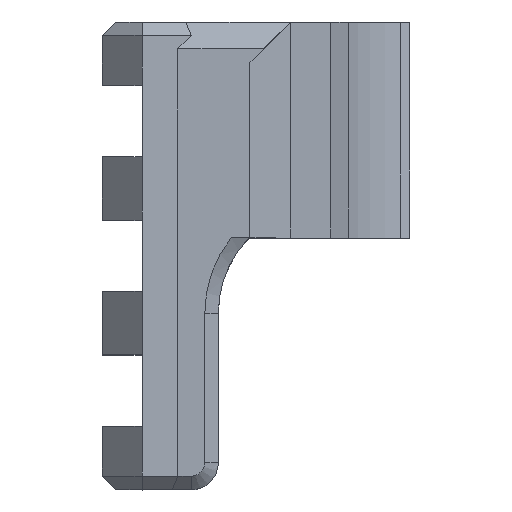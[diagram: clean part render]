
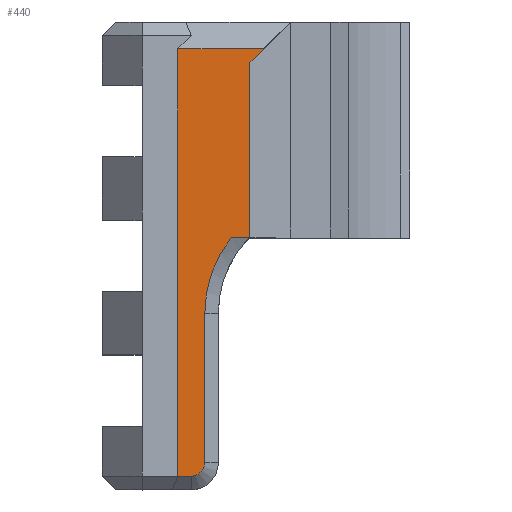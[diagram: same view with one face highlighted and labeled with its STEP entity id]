
A CAD part, top view. The second image highlights one B-rep face of the part: STEP entity #440.
In plain terms, the highlighted planar face has unit normal (0, 0, 1).
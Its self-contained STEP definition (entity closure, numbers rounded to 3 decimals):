
#265=CARTESIAN_POINT('',(-19.65,185.,72.));
#266=VERTEX_POINT('',#265);
#273=CARTESIAN_POINT('',(-21.035,185.,72.));
#274=VERTEX_POINT('',#273);
#275=CARTESIAN_POINT('',(-21.035,185.,72.));
#276=DIRECTION('',(1.,0.,-0.));
#277=VECTOR('',#276,1.385);
#278=LINE('',#275,#277);
#279=EDGE_CURVE('',#274,#266,#278,.T.);
#368=CARTESIAN_POINT('',(-21.825,201.,72.));
#369=DIRECTION('',(0.,0.,1.));
#370=DIRECTION('',(-1.,0.,0.));
#371=AXIS2_PLACEMENT_3D('',#368,#369,#370);
#372=PLANE('',#371);
#373=CARTESIAN_POINT('',(-23.,168.3,72.));
#374=VERTEX_POINT('',#373);
#375=CARTESIAN_POINT('',(-24.,167.3,72.));
#376=VERTEX_POINT('',#375);
#377=CARTESIAN_POINT('',(-24.,168.3,72.));
#378=DIRECTION('',(0.,0.,-1.));
#379=DIRECTION('',(-1.,0.,0.));
#380=AXIS2_PLACEMENT_3D('',#377,#378,#379);
#381=CIRCLE('',#380,1.);
#382=EDGE_CURVE('',#374,#376,#381,.T.);
#383=ORIENTED_EDGE('',*,*,#382,.F.);
#384=CARTESIAN_POINT('',(-23.,179.387,72.));
#385=VERTEX_POINT('',#384);
#386=CARTESIAN_POINT('',(-23.,179.387,72.));
#387=DIRECTION('',(0.,-1.,0.));
#388=VECTOR('',#387,11.087);
#389=LINE('',#386,#388);
#390=EDGE_CURVE('',#385,#374,#389,.T.);
#391=ORIENTED_EDGE('',*,*,#390,.F.);
#392=CARTESIAN_POINT('',(-14.,179.387,72.));
#393=DIRECTION('',(-0.,-0.,1.));
#394=DIRECTION('',(-1.,0.,0.));
#395=AXIS2_PLACEMENT_3D('',#392,#393,#394);
#396=CIRCLE('',#395,9.);
#397=EDGE_CURVE('',#274,#385,#396,.T.);
#398=ORIENTED_EDGE('',*,*,#397,.F.);
#399=ORIENTED_EDGE('',*,*,#279,.T.);
#400=CARTESIAN_POINT('',(-19.65,198.,72.));
#401=VERTEX_POINT('',#400);
#402=CARTESIAN_POINT('',(-19.65,198.,72.));
#403=DIRECTION('',(0.,-1.,0.));
#404=VECTOR('',#403,13.);
#405=LINE('',#402,#404);
#406=EDGE_CURVE('',#401,#266,#405,.T.);
#407=ORIENTED_EDGE('',*,*,#406,.F.);
#408=CARTESIAN_POINT('',(-18.65,199.,72.));
#409=VERTEX_POINT('',#408);
#410=CARTESIAN_POINT('',(-18.65,199.,72.));
#411=DIRECTION('',(-0.707,-0.707,0.));
#412=VECTOR('',#411,1.414);
#413=LINE('',#410,#412);
#414=EDGE_CURVE('',#409,#401,#413,.T.);
#415=ORIENTED_EDGE('',*,*,#414,.F.);
#416=CARTESIAN_POINT('',(-25.,199.,72.));
#417=VERTEX_POINT('',#416);
#418=CARTESIAN_POINT('',(-25.,199.,72.));
#419=DIRECTION('',(1.,0.,-0.));
#420=VECTOR('',#419,6.35);
#421=LINE('',#418,#420);
#422=EDGE_CURVE('',#417,#409,#421,.T.);
#423=ORIENTED_EDGE('',*,*,#422,.F.);
#424=CARTESIAN_POINT('',(-25.,167.3,72.));
#425=VERTEX_POINT('',#424);
#426=CARTESIAN_POINT('',(-25.,167.3,72.));
#427=DIRECTION('',(-0.,1.,-0.));
#428=VECTOR('',#427,31.7);
#429=LINE('',#426,#428);
#430=EDGE_CURVE('',#425,#417,#429,.T.);
#431=ORIENTED_EDGE('',*,*,#430,.F.);
#432=CARTESIAN_POINT('',(-24.,167.3,72.));
#433=DIRECTION('',(-1.,-0.,0.));
#434=VECTOR('',#433,1.);
#435=LINE('',#432,#434);
#436=EDGE_CURVE('',#376,#425,#435,.T.);
#437=ORIENTED_EDGE('',*,*,#436,.F.);
#438=EDGE_LOOP('',(#383,#391,#398,#399,#407,#415,#423,#431,#437));
#439=FACE_BOUND('',#438,.T.);
#440=ADVANCED_FACE('',(#439),#372,.T.);
